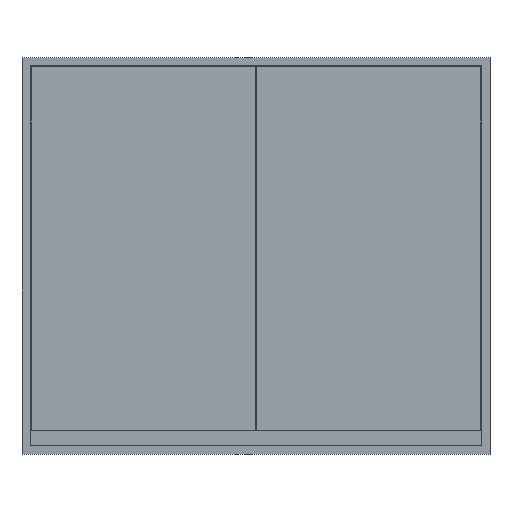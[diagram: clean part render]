
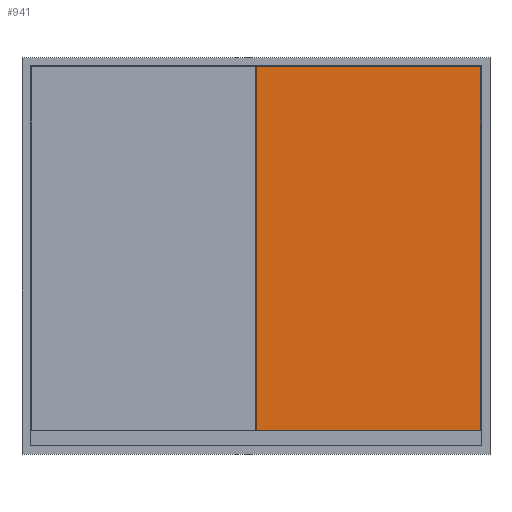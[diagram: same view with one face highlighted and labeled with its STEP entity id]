
A CAD part, top view. The second image highlights one B-rep face of the part: STEP entity #941.
In plain terms, the highlighted planar face has unit normal (0, 0, 1).
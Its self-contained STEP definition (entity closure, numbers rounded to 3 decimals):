
#39 = VERTEX_POINT ( 'NONE', #829 ) ;
#88 = LINE ( 'NONE', #271, #320 ) ;
#137 = LINE ( 'NONE', #678, #1136 ) ;
#182 = VERTEX_POINT ( 'NONE', #200 ) ;
#200 = CARTESIAN_POINT ( 'NONE',  ( 1., -335.5, 130. ) ) ;
#222 = AXIS2_PLACEMENT_3D ( 'NONE', #683, #260, #677 ) ;
#260 = DIRECTION ( 'NONE',  ( 0., 0., 1. ) ) ;
#271 = CARTESIAN_POINT ( 'NONE',  ( -432., -335.5, 130. ) ) ;
#302 = ORIENTED_EDGE ( 'NONE', *, *, #1275, .F. ) ;
#320 = VECTOR ( 'NONE', #1282, 1000. ) ;
#417 = CARTESIAN_POINT ( 'NONE',  ( 432., 363.5, 130. ) ) ;
#479 = DIRECTION ( 'NONE',  ( -1., 0., 0. ) ) ;
#517 = EDGE_CURVE ( 'NONE', #1197, #775, #137, .T. ) ;
#577 = PLANE ( 'NONE',  #222 ) ;
#623 = EDGE_LOOP ( 'NONE', ( #302, #925, #1254, #722 ) ) ;
#677 = DIRECTION ( 'NONE',  ( 1., 0., 0. ) ) ;
#678 = CARTESIAN_POINT ( 'NONE',  ( -432., 363.5, 130. ) ) ;
#683 = CARTESIAN_POINT ( 'NONE',  ( 0., 0., 130. ) ) ;
#722 = ORIENTED_EDGE ( 'NONE', *, *, #517, .T. ) ;
#775 = VERTEX_POINT ( 'NONE', #779 ) ;
#779 = CARTESIAN_POINT ( 'NONE',  ( 1., 363.5, 130. ) ) ;
#805 = EDGE_CURVE ( 'NONE', #182, #39, #88, .T. ) ;
#817 = DIRECTION ( 'NONE',  ( 0., 1., 0. ) ) ;
#829 = CARTESIAN_POINT ( 'NONE',  ( 432., -335.5, 130. ) ) ;
#851 = DIRECTION ( 'NONE',  ( 0., 1., 0. ) ) ;
#925 = ORIENTED_EDGE ( 'NONE', *, *, #805, .T. ) ;
#936 = EDGE_CURVE ( 'NONE', #39, #1197, #1172, .T. ) ;
#941 = ADVANCED_FACE ( 'NONE', ( #1191 ), #577, .T. ) ;
#1033 = LINE ( 'NONE', #1129, #1237 ) ;
#1082 = CARTESIAN_POINT ( 'NONE',  ( 432., 363.5, 130. ) ) ;
#1129 = CARTESIAN_POINT ( 'NONE',  ( 1., 363.5, 130. ) ) ;
#1136 = VECTOR ( 'NONE', #479, 1000. ) ;
#1172 = LINE ( 'NONE', #1082, #1207 ) ;
#1191 = FACE_OUTER_BOUND ( 'NONE', #623, .T. ) ;
#1197 = VERTEX_POINT ( 'NONE', #417 ) ;
#1207 = VECTOR ( 'NONE', #851, 1000. ) ;
#1237 = VECTOR ( 'NONE', #817, 1000. ) ;
#1254 = ORIENTED_EDGE ( 'NONE', *, *, #936, .T. ) ;
#1275 = EDGE_CURVE ( 'NONE', #182, #775, #1033, .T. ) ;
#1282 = DIRECTION ( 'NONE',  ( 1., 0., 0. ) ) ;
